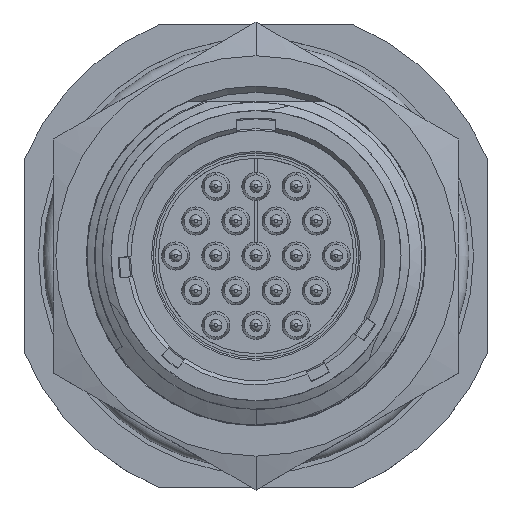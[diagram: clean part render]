
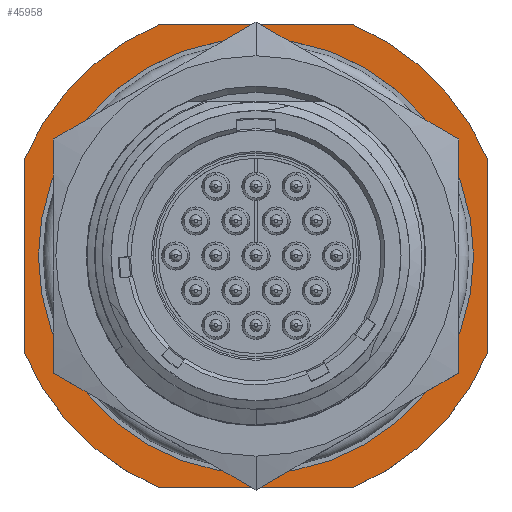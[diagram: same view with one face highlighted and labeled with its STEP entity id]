
A CAD part, top view. The second image highlights one B-rep face of the part: STEP entity #45958.
In plain terms, the highlighted planar face has unit normal (0, 0, 1).
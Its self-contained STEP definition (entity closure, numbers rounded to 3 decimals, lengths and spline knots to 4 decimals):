
#7758=DIRECTION('',(1.,0.,0.));
#7759=VECTOR('',#7758,0.625);
#7760=CARTESIAN_POINT('',(-0.3125,0.75,0.));
#7761=LINE('',#7760,#7759);
#7762=CARTESIAN_POINT('',(0.,0.,0.));
#7763=DIRECTION('',(0.,0.,-1.));
#7764=DIRECTION('',(0.385,0.923,0.));
#7765=AXIS2_PLACEMENT_3D('',#7762,#7763,#7764);
#7767=DIRECTION('',(0.,-1.,0.));
#7768=VECTOR('',#7767,0.625);
#7769=CARTESIAN_POINT('',(0.75,0.3125,0.));
#7770=LINE('',#7769,#7768);
#7771=CARTESIAN_POINT('',(0.,0.,0.));
#7772=DIRECTION('',(0.,0.,-1.));
#7773=DIRECTION('',(0.923,-0.385,0.));
#7774=AXIS2_PLACEMENT_3D('',#7771,#7772,#7773);
#7776=DIRECTION('',(-1.,0.,0.));
#7777=VECTOR('',#7776,0.625);
#7778=CARTESIAN_POINT('',(0.3125,-0.75,0.));
#7779=LINE('',#7778,#7777);
#7780=CARTESIAN_POINT('',(0.,0.,0.));
#7781=DIRECTION('',(0.,0.,1.));
#7782=DIRECTION('',(-0.923,-0.385,0.));
#7783=AXIS2_PLACEMENT_3D('',#7780,#7781,#7782);
#7785=DIRECTION('',(0.,1.,0.));
#7786=VECTOR('',#7785,0.625);
#7787=CARTESIAN_POINT('',(-0.75,-0.3125,0.));
#7788=LINE('',#7787,#7786);
#7789=CARTESIAN_POINT('',(0.,0.,0.));
#7790=DIRECTION('',(0.,0.,1.));
#7791=DIRECTION('',(-0.385,0.923,0.));
#7792=AXIS2_PLACEMENT_3D('',#7789,#7790,#7791);
#7794=CARTESIAN_POINT('',(0.,0.,0.));
#7795=DIRECTION('',(0.,0.,-1.));
#7796=DIRECTION('',(0.,1.,0.));
#7797=AXIS2_PLACEMENT_3D('',#7794,#7795,#7796);
#7799=CARTESIAN_POINT('',(0.,0.,0.));
#7800=DIRECTION('',(0.,0.,-1.));
#7801=DIRECTION('',(0.,-1.,0.));
#7802=AXIS2_PLACEMENT_3D('',#7799,#7800,#7801);
#36242=CARTESIAN_POINT('',(0.,0.7045,0.));
#36243=CARTESIAN_POINT('',(0.,-0.7045,0.));
#36244=VERTEX_POINT('',#36242);
#36245=VERTEX_POINT('',#36243);
#36334=CARTESIAN_POINT('',(0.3125,0.75,0.));
#36335=VERTEX_POINT('',#36334);
#36336=CARTESIAN_POINT('',(0.75,0.3125,0.));
#36337=VERTEX_POINT('',#36336);
#36338=CARTESIAN_POINT('',(0.75,-0.3125,0.));
#36339=VERTEX_POINT('',#36338);
#36340=CARTESIAN_POINT('',(0.3125,-0.75,0.));
#36341=VERTEX_POINT('',#36340);
#36342=CARTESIAN_POINT('',(-0.3125,0.75,0.));
#36343=VERTEX_POINT('',#36342);
#36344=CARTESIAN_POINT('',(-0.3125,-0.75,0.));
#36345=VERTEX_POINT('',#36344);
#36346=CARTESIAN_POINT('',(-0.75,-0.3125,0.));
#36347=CARTESIAN_POINT('',(-0.75,0.3125,0.));
#36348=VERTEX_POINT('',#36346);
#36349=VERTEX_POINT('',#36347);
#45930=CARTESIAN_POINT('',(0.,0.,0.));
#45931=DIRECTION('',(0.,0.,-1.));
#45932=DIRECTION('',(0.,-1.,0.));
#45933=AXIS2_PLACEMENT_3D('',#45930,#45931,#45932);
#45934=PLANE('',#45933);
#45936=ORIENTED_EDGE('',*,*,#45935,.T.);
#45938=ORIENTED_EDGE('',*,*,#45937,.T.);
#45940=ORIENTED_EDGE('',*,*,#45939,.T.);
#45942=ORIENTED_EDGE('',*,*,#45941,.T.);
#45944=ORIENTED_EDGE('',*,*,#45943,.T.);
#45946=ORIENTED_EDGE('',*,*,#45945,.F.);
#45948=ORIENTED_EDGE('',*,*,#45947,.T.);
#45950=ORIENTED_EDGE('',*,*,#45949,.F.);
#45951=EDGE_LOOP('',(#45936,#45938,#45940,#45942,#45944,#45946,#45948,#45950));
#45952=FACE_OUTER_BOUND('',#45951,.F.);
#45953=ORIENTED_EDGE('',*,*,#45920,.F.);
#45955=ORIENTED_EDGE('',*,*,#45954,.F.);
#45956=EDGE_LOOP('',(#45953,#45955));
#45957=FACE_BOUND('',#45956,.F.);
#45958=ADVANCED_FACE('',(#45952,#45957),#45934,.F.);
#7766=CIRCLE('',#7765,0.8125);
#7775=CIRCLE('',#7774,0.8125);
#7784=CIRCLE('',#7783,0.8125);
#7793=CIRCLE('',#7792,0.8125);
#7798=CIRCLE('',#7797,0.7045);
#7803=CIRCLE('',#7802,0.7045);
#45920=EDGE_CURVE('',#36244,#36245,#7798,.T.);
#45935=EDGE_CURVE('',#36343,#36335,#7761,.T.);
#45937=EDGE_CURVE('',#36335,#36337,#7766,.T.);
#45939=EDGE_CURVE('',#36337,#36339,#7770,.T.);
#45941=EDGE_CURVE('',#36339,#36341,#7775,.T.);
#45943=EDGE_CURVE('',#36341,#36345,#7779,.T.);
#45945=EDGE_CURVE('',#36348,#36345,#7784,.T.);
#45947=EDGE_CURVE('',#36348,#36349,#7788,.T.);
#45949=EDGE_CURVE('',#36343,#36349,#7793,.T.);
#45954=EDGE_CURVE('',#36245,#36244,#7803,.T.);
